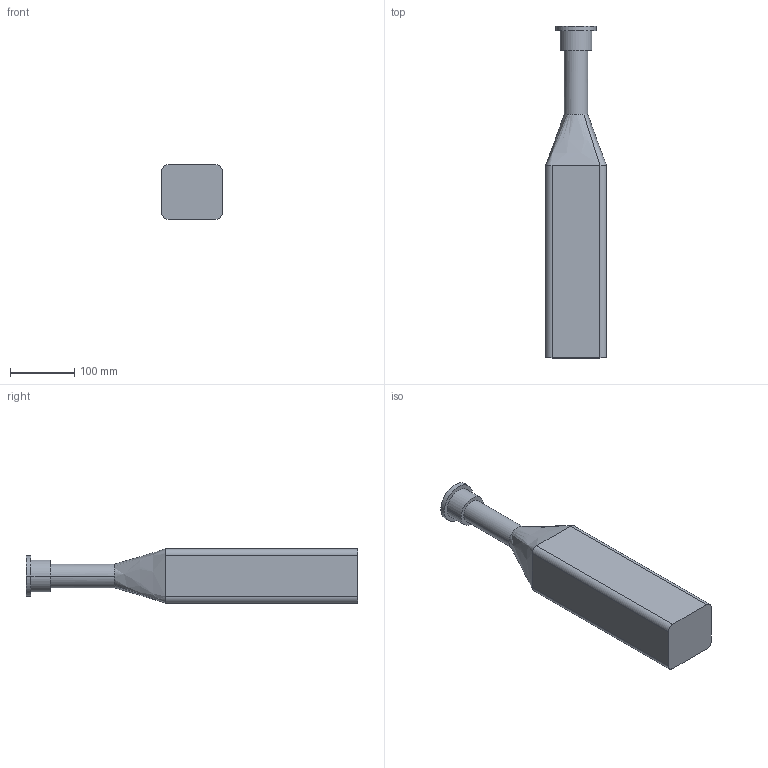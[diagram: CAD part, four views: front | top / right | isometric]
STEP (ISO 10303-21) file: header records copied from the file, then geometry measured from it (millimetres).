
FILE_DESCRIPTION (( 'STEP AP214' ), '1' );
FILE_NAME ('嬴せ.STEP', '2020-04-04T15:00:55', ( '' ), ( '' ), 'SwSTEP 2.0', 'SolidWorks 2019', '' );
FILE_SCHEMA (( 'AUTOMOTIVE_DESIGN' ));
Length unit declared in the file: millimetre
Products named in the file (1): 嬴せ
Bounding box: 94.81 x 517.66 x 84.73 mm (x, y, z)
Volume: 2882138.7 mm3; surface area: 152763.1 mm2
Topology: 1 solids, 1 shells, 20 faces, 46 edges, 30 vertices
Faces by surface type: cylinder 10, plane 8, bspline 2
Entity records: 1004 total; most frequent: CARTESIAN_POINT 513, DIRECTION 96, ORIENTED_EDGE 92, EDGE_CURVE 46, AXIS2_PLACEMENT_3D 37, VERTEX_POINT 30, VECTOR 22, LINE 22
